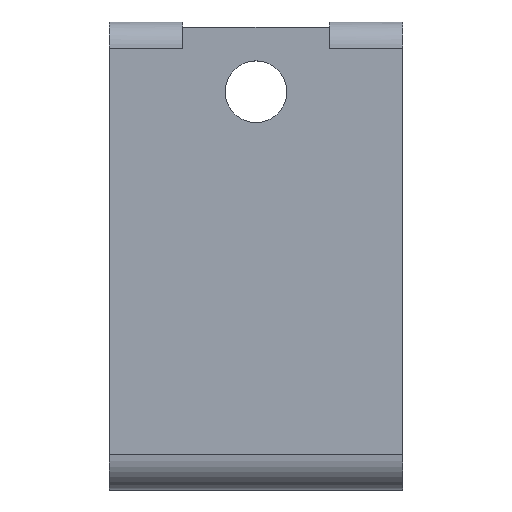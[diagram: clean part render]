
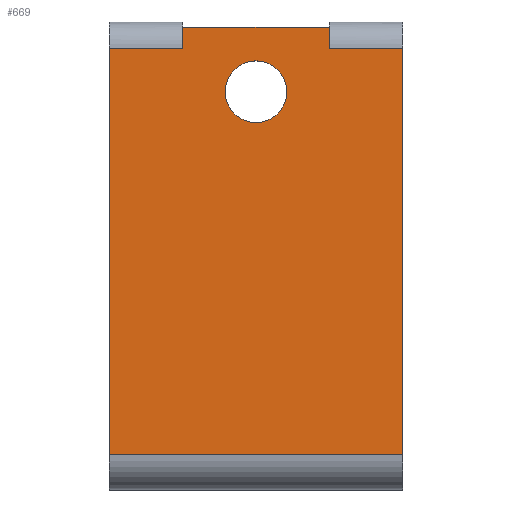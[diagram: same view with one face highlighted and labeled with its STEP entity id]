
A CAD part, top view. The second image highlights one B-rep face of the part: STEP entity #669.
In plain terms, the highlighted planar face has unit normal (0, 0, 1).
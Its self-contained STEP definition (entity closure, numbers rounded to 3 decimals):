
#16=FACE_BOUND('',#90,.T.);
#28=PLANE('',#738);
#54=FACE_OUTER_BOUND('',#89,.T.);
#89=EDGE_LOOP('',(#508,#509,#510,#511,#512,#513,#514,#515));
#90=EDGE_LOOP('',(#516,#517));
#115=LINE('',#991,#185);
#118=LINE('',#999,#188);
#121=LINE('',#1005,#191);
#142=LINE('',#1062,#212);
#143=LINE('',#1064,#213);
#144=LINE('',#1066,#214);
#145=LINE('',#1068,#215);
#146=LINE('',#1069,#216);
#185=VECTOR('',#795,10.);
#188=VECTOR('',#802,10.);
#191=VECTOR('',#807,10.);
#212=VECTOR('',#862,10.);
#213=VECTOR('',#863,10.);
#214=VECTOR('',#864,10.);
#215=VECTOR('',#865,10.);
#216=VECTOR('',#866,10.);
#253=CIRCLE('',#711,2.1);
#254=CIRCLE('',#712,2.1);
#282=VERTEX_POINT('',#973);
#283=VERTEX_POINT('',#974);
#287=VERTEX_POINT('',#987);
#289=VERTEX_POINT('',#990);
#291=VERTEX_POINT('',#995);
#292=VERTEX_POINT('',#997);
#313=VERTEX_POINT('',#1061);
#314=VERTEX_POINT('',#1063);
#315=VERTEX_POINT('',#1065);
#316=VERTEX_POINT('',#1067);
#347=EDGE_CURVE('',#282,#283,#253,.T.);
#348=EDGE_CURVE('',#283,#282,#254,.T.);
#355=EDGE_CURVE('',#287,#289,#115,.T.);
#359=EDGE_CURVE('',#291,#292,#118,.T.);
#362=EDGE_CURVE('',#289,#292,#121,.T.);
#391=EDGE_CURVE('',#287,#313,#142,.T.);
#392=EDGE_CURVE('',#314,#313,#143,.T.);
#393=EDGE_CURVE('',#315,#314,#144,.T.);
#394=EDGE_CURVE('',#316,#315,#145,.T.);
#395=EDGE_CURVE('',#316,#291,#146,.T.);
#508=ORIENTED_EDGE('',*,*,#359,.T.);
#509=ORIENTED_EDGE('',*,*,#362,.F.);
#510=ORIENTED_EDGE('',*,*,#355,.F.);
#511=ORIENTED_EDGE('',*,*,#391,.T.);
#512=ORIENTED_EDGE('',*,*,#392,.F.);
#513=ORIENTED_EDGE('',*,*,#393,.F.);
#514=ORIENTED_EDGE('',*,*,#394,.F.);
#515=ORIENTED_EDGE('',*,*,#395,.T.);
#516=ORIENTED_EDGE('',*,*,#347,.T.);
#517=ORIENTED_EDGE('',*,*,#348,.T.);
#669=ADVANCED_FACE('',(#54,#16),#28,.T.);
#711=AXIS2_PLACEMENT_3D('',#975,#777,#778);
#712=AXIS2_PLACEMENT_3D('',#976,#779,#780);
#738=AXIS2_PLACEMENT_3D('',#1060,#860,#861);
#777=DIRECTION('center_axis',(0.,0.,-1.));
#778=DIRECTION('ref_axis',(1.,0.,0.));
#779=DIRECTION('center_axis',(0.,0.,-1.));
#780=DIRECTION('ref_axis',(1.,0.,0.));
#795=DIRECTION('',(0.,1.,0.));
#802=DIRECTION('',(0.,1.,0.));
#807=DIRECTION('',(1.,0.,0.));
#860=DIRECTION('center_axis',(0.,0.,1.));
#861=DIRECTION('ref_axis',(0.,-1.,0.));
#862=DIRECTION('',(-1.,0.,0.));
#863=DIRECTION('',(0.,1.,0.));
#864=DIRECTION('',(-1.,0.,0.));
#865=DIRECTION('',(0.,-1.,0.));
#866=DIRECTION('',(-1.,0.,0.));
#973=CARTESIAN_POINT('',(2.1,6.7,20.4));
#974=CARTESIAN_POINT('',(-2.1,6.7,20.4));
#975=CARTESIAN_POINT('Origin',(0.,6.7,20.4));
#976=CARTESIAN_POINT('Origin',(0.,6.7,20.4));
#987=CARTESIAN_POINT('',(-5.,9.65,20.4));
#990=CARTESIAN_POINT('',(-5.,11.1,20.4));
#991=CARTESIAN_POINT('',(-5.,9.5,20.4));
#995=CARTESIAN_POINT('',(5.,9.65,20.4));
#997=CARTESIAN_POINT('',(5.,11.1,20.4));
#999=CARTESIAN_POINT('',(5.,9.5,20.4));
#1005=CARTESIAN_POINT('',(5.,11.1,20.4));
#1060=CARTESIAN_POINT('Origin',(0.,9.65,20.4));
#1061=CARTESIAN_POINT('',(-10.,9.65,20.4));
#1062=CARTESIAN_POINT('',(0.,9.65,20.4));
#1063=CARTESIAN_POINT('',(-10.,-18.,20.4));
#1064=CARTESIAN_POINT('',(-10.,-18.,20.4));
#1065=CARTESIAN_POINT('',(10.,-18.,20.4));
#1066=CARTESIAN_POINT('',(0.,-18.,20.4));
#1067=CARTESIAN_POINT('',(10.,9.65,20.4));
#1068=CARTESIAN_POINT('',(10.,-18.,20.4));
#1069=CARTESIAN_POINT('',(0.,9.65,20.4));
